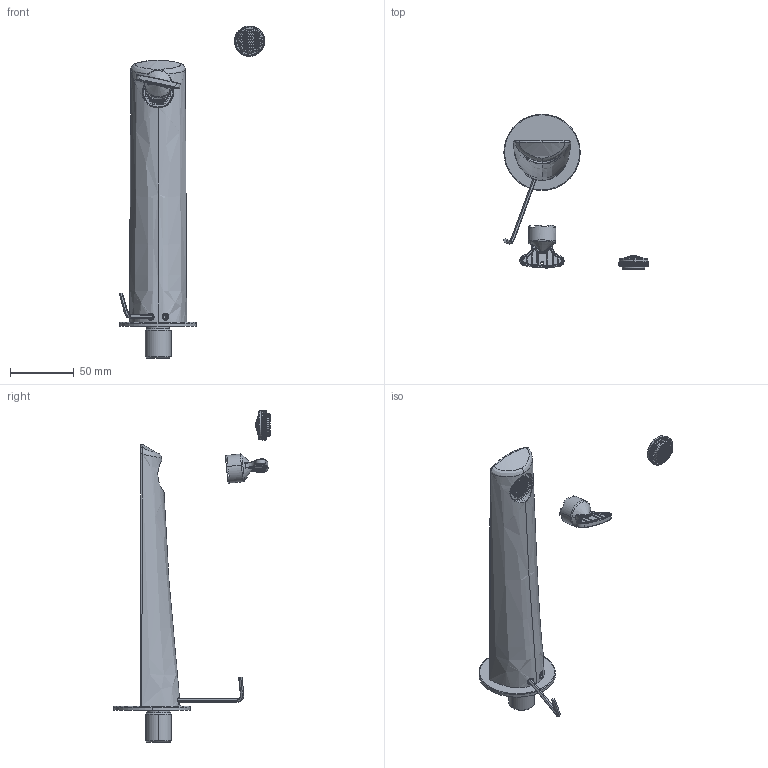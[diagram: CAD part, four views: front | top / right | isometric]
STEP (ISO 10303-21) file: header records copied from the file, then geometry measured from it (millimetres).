
FILE_DESCRIPTION((''),'2;1');
FILE_NAME('Q29120-XX-RS1_ASM','2025-05-20T',('g1001842'),(''),'PRO/ENGINEER BY PARAMETRIC TECHNOLOGY CORPORATION, 2013410','PRO/ENGINEER BY PARAMETRIC TECHNOLOGY CORPORATION, 2013410','');
FILE_SCHEMA(('CONFIG_CONTROL_DESIGN'));
Products named in the file (11): CTFS0005; CTDB0701; ATBX0079; CTMS0001; CTRR0128; CTST4101; CCQT0002; CTST3000; CTQP0056; ATBX0116-XG; Q29120-XX-RS1_ASM
Assembly tree (13 placements, depth 2):
  Q29120-XX-RS1_ASM
    CTFS0005
    CTDB0701
    ATBX0079
    CTMS0001
    CTRR0128  x2
    CTST4101  x2
    CCQT0002
    CTST3000  x2
    CTQP0056
    ATBX0116-XG
Bounding box: 114.48 x 122.72 x 260.96 mm (x, y, z)
Volume: 94427.8 mm3; surface area: 67094.7 mm2
Topology: 13 solids, 13 shells, 4658 faces, 12219 edges, 8019 vertices
Faces by surface type: plane 3666, cone 361, cylinder 341, bspline 172, torus 84, extrusion 26, sphere 8
Entity records: 169417 total; most frequent: CARTESIAN_POINT 62441, ORIENTED_EDGE 24022, DIRECTION 18575, EDGE_CURVE 12011, VERTEX_POINT 7897, VECTOR 7621, LINE 7595, AXIS2_PLACEMENT_3D 5477
